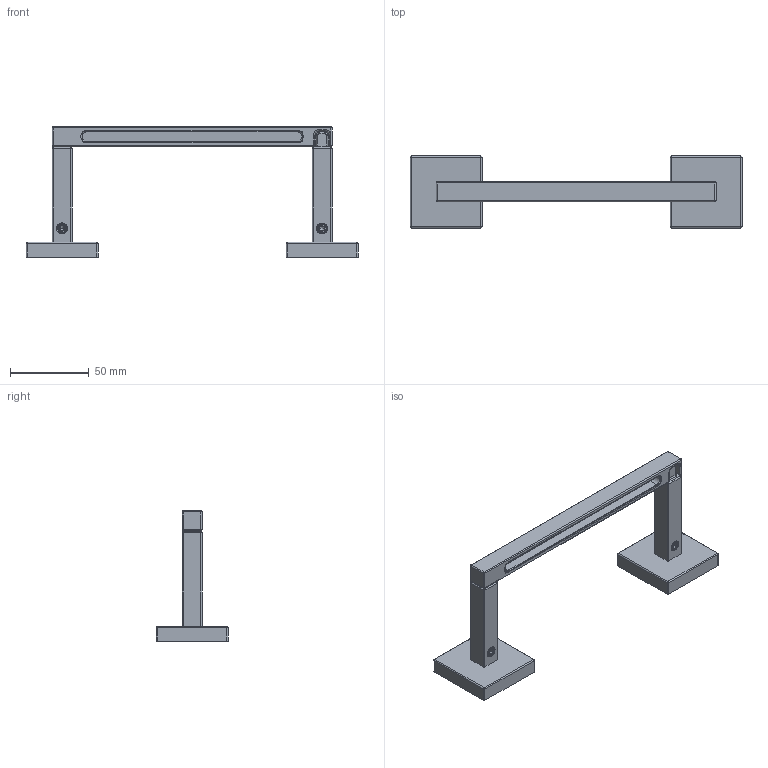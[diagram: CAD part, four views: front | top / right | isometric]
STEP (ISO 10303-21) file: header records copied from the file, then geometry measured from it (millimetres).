
FILE_DESCRIPTION((''),'2;1');
FILE_NAME('5208_ASM','2015-11-04T',('rsmith'),(''),'PRO/ENGINEER BY PARAMETRIC TECHNOLOGY CORPORATION, 2013150','PRO/ENGINEER BY PARAMETRIC TECHNOLOGY CORPORATION, 2013150','');
FILE_SCHEMA(('CONFIG_CONTROL_DESIGN'));
Length unit declared in the file: inch
Products named in the file (12): 40596; 6XXB; 40625; 40626; 92563; 92479; 92442; 92441; 91100; 40627; 91254; 5208_ASM
Assembly tree (16 placements, depth 2):
  5208_ASM
    40596  x2
    6XXB  x2
    40625
    40626
    92563  x2
    92479
    92442
    92441  x3
    91100
    40627
    91254
Bounding box: 210.82 x 45.72 x 82.93 mm (x, y, z)
Volume: 53699.7 mm3; surface area: 66941.8 mm2
Topology: 16 solids, 23 shells, 1071 faces, 2763 edges, 1748 vertices
Faces by surface type: plane 469, cylinder 399, sphere 62, cone 57, torus 42, bspline 42
Entity records: 39378 total; most frequent: CARTESIAN_POINT 20637, ORIENTED_EDGE 3892, DIRECTION 3745, EDGE_CURVE 1979, AXIS2_PLACEMENT_3D 1358, VERTEX_POINT 1250, VECTOR 1029, LINE 1029
